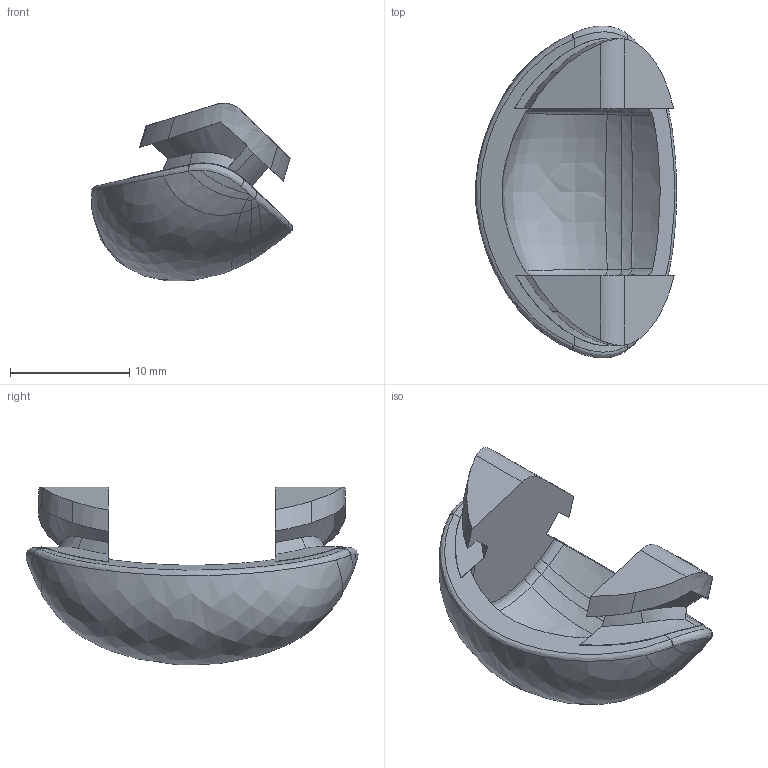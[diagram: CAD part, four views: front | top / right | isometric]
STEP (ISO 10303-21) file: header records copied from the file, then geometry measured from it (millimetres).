
FILE_DESCRIPTION((''),'2;1');
FILE_NAME('TUIBU-JIAOJIAN_5_1_9','2017-08-22T',('TQH'),(''),'CREO PARAMETRIC BY PTC INC, 2016260','CREO PARAMETRIC BY PTC INC, 2016260','');
FILE_SCHEMA(('CONFIG_CONTROL_DESIGN'));
Length unit declared in the file: millimetre
Products named in the file (1): TUIBU-JIAOJIAN_5_1_9
Bounding box: 16.88 x 27.85 x 14.9 mm (x, y, z)
Volume: 1654.7 mm3; surface area: 1514.2 mm2
Topology: 1 solids, 1 shells, 99 faces, 262 edges, 165 vertices
Faces by surface type: bspline 42, extrusion 27, plane 18, cylinder 8, torus 4
Entity records: 8104 total; most frequent: CARTESIAN_POINT 6134, ORIENTED_EDGE 524, EDGE_CURVE 262, B_SPLINE_CURVE_WITH_KNOTS 216, DIRECTION 166, VERTEX_POINT 165, EDGE_LOOP 99, FACE_OUTER_BOUND 99
